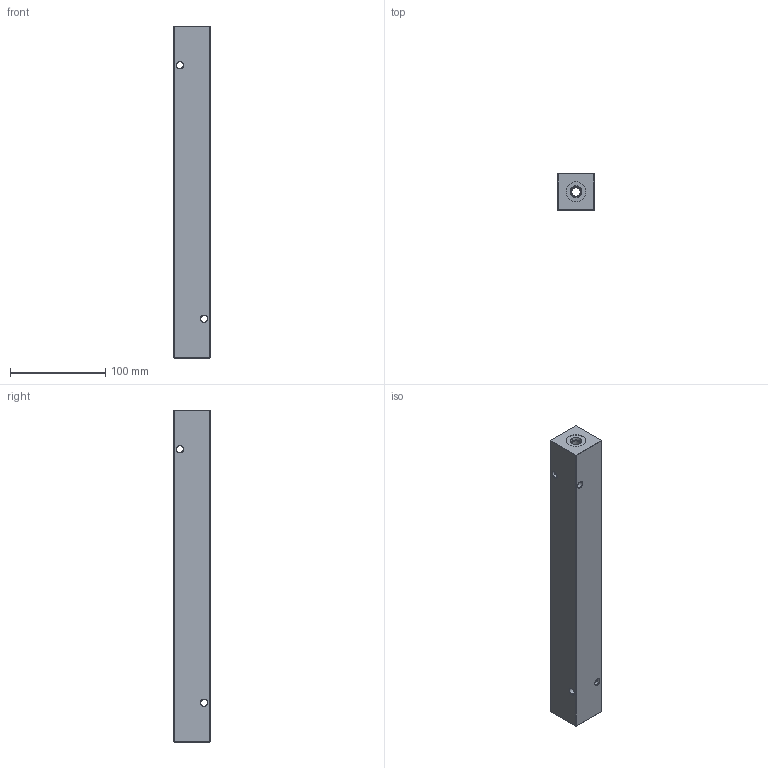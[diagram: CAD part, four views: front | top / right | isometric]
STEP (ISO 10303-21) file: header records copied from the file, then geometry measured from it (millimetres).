
FILE_DESCRIPTION (( 'STEP AP203' ), '1' );
FILE_NAME ('HM-9-90-S-4-2.STEP', '2020-11-09T13:54:40', ( '' ), ( '' ), 'SwSTEP 2.0', 'SolidWorks 2019', '' );
FILE_SCHEMA (( 'CONFIG_CONTROL_DESIGN' ));
Length unit declared in the file: inch
Products named in the file (1): HM-9-90-S-4-2
Bounding box: 38.1 x 38.1 x 349.25 mm (x, y, z)
Volume: 462344.5 mm3; surface area: 73801.9 mm2
Topology: 1 solids, 1 shells, 719 faces, 1785 edges, 1120 vertices
Faces by surface type: plane 257, bspline 192, cone 136, cylinder 134
Entity records: 31450 total; most frequent: CARTESIAN_POINT 15483, ORIENTED_EDGE 3570, DIRECTION 2701, EDGE_CURVE 1785, VERTEX_POINT 1120, VECTOR 1017, LINE 1017, AXIS2_PLACEMENT_3D 842
